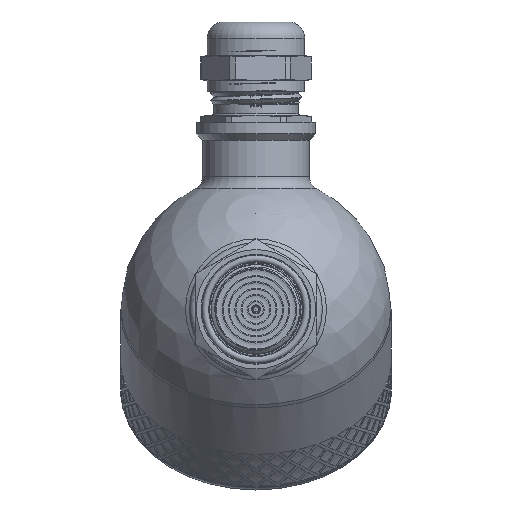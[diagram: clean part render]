
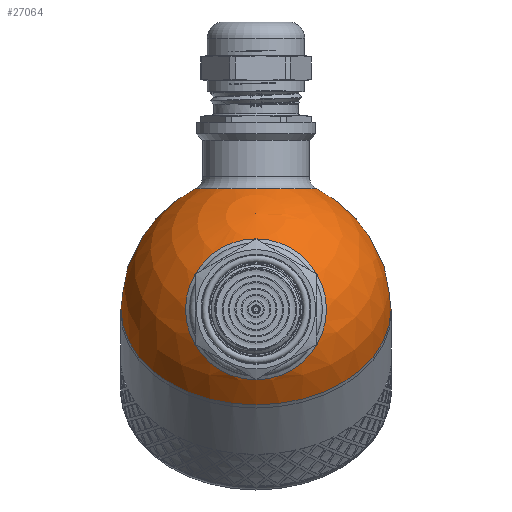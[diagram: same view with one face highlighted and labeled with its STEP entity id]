
A CAD part, left-side view. The second image highlights one B-rep face of the part: STEP entity #27064.
In plain terms, the highlighted spherical face has radius 30 mm.
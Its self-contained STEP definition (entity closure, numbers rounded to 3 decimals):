
#16=SPHERICAL_SURFACE('',#28844,30.);
#1137=FACE_BOUND('',#4268,.T.);
#1138=FACE_BOUND('',#4269,.T.);
#2500=FACE_OUTER_BOUND('',#4267,.T.);
#4267=EDGE_LOOP('',(#20763,#20764,#20765,#20766));
#4268=EDGE_LOOP('',(#20767));
#4269=EDGE_LOOP('',(#20768));
#5862=CIRCLE('',#28841,15.643);
#5865=CIRCLE('',#28845,30.);
#5866=CIRCLE('',#28846,30.);
#5867=CIRCLE('',#28847,30.);
#5868=CIRCLE('',#28848,13.5);
#11475=VERTEX_POINT('',#47766);
#11477=VERTEX_POINT('',#47772);
#11478=VERTEX_POINT('',#47773);
#11479=VERTEX_POINT('',#47775);
#11480=VERTEX_POINT('',#47778);
#14867=EDGE_CURVE('',#11475,#11475,#5862,.T.);
#14870=EDGE_CURVE('',#11477,#11478,#5865,.T.);
#14871=EDGE_CURVE('',#11477,#11479,#5866,.T.);
#14872=EDGE_CURVE('',#11478,#11477,#5867,.T.);
#14873=EDGE_CURVE('',#11480,#11480,#5868,.T.);
#20763=ORIENTED_EDGE('',*,*,#14870,.F.);
#20764=ORIENTED_EDGE('',*,*,#14871,.T.);
#20765=ORIENTED_EDGE('',*,*,#14871,.F.);
#20766=ORIENTED_EDGE('',*,*,#14872,.F.);
#20767=ORIENTED_EDGE('',*,*,#14867,.F.);
#20768=ORIENTED_EDGE('',*,*,#14873,.F.);
#27064=ADVANCED_FACE('',(#2500,#1137,#1138),#16,.T.);
#28841=AXIS2_PLACEMENT_3D('',#47767,#31227,#31228);
#28844=AXIS2_PLACEMENT_3D('',#47771,#31233,#31234);
#28845=AXIS2_PLACEMENT_3D('',#47774,#31235,#31236);
#28846=AXIS2_PLACEMENT_3D('',#47776,#31237,#31238);
#28847=AXIS2_PLACEMENT_3D('',#47777,#31239,#31240);
#28848=AXIS2_PLACEMENT_3D('',#47779,#31241,#31242);
#31227=DIRECTION('center_axis',(-0.707,0.,0.707));
#31228=DIRECTION('ref_axis',(0.707,0.,0.707));
#31233=DIRECTION('center_axis',(1.,0.,0.));
#31234=DIRECTION('ref_axis',(0.,-1.,0.));
#31235=DIRECTION('center_axis',(1.,0.,0.));
#31236=DIRECTION('ref_axis',(0.,1.,0.));
#31237=DIRECTION('center_axis',(0.,0.,1.));
#31238=DIRECTION('ref_axis',(0.,1.,0.));
#31239=DIRECTION('center_axis',(1.,0.,0.));
#31240=DIRECTION('ref_axis',(0.,1.,0.));
#31241=DIRECTION('center_axis',(-0.707,0.,-0.707));
#31242=DIRECTION('ref_axis',(-0.707,0.,0.707));
#47766=CARTESIAN_POINT('',(-29.162,0.,7.04));
#47767=CARTESIAN_POINT('Origin',(-18.101,0.,18.101));
#47771=CARTESIAN_POINT('Origin',(0.,0.,0.));
#47772=CARTESIAN_POINT('',(0.,30.,0.));
#47773=CARTESIAN_POINT('',(0.,-30.,0.));
#47774=CARTESIAN_POINT('Origin',(0.,0.,0.));
#47775=CARTESIAN_POINT('',(-30.,0.,0.));
#47776=CARTESIAN_POINT('Origin',(0.,0.,0.));
#47777=CARTESIAN_POINT('Origin',(0.,0.,0.));
#47778=CARTESIAN_POINT('',(-9.398,0.,-28.49));
#47779=CARTESIAN_POINT('Origin',(-18.944,0.,-18.944));
